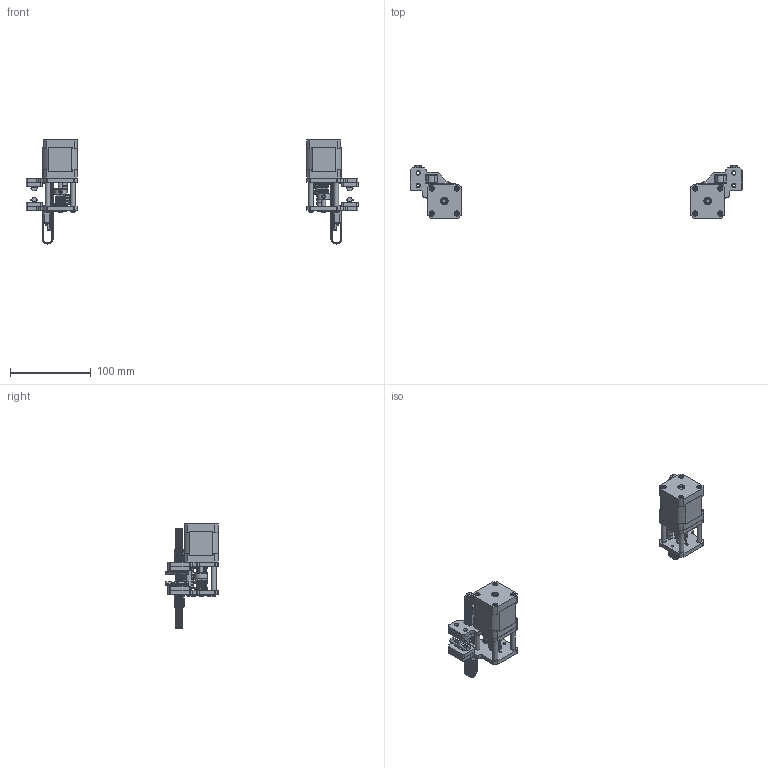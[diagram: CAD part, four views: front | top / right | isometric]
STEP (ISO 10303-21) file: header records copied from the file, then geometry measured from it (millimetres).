
FILE_DESCRIPTION(/* description */ ('','CAx-IF Rec.Pracs.---Representation and Presentation of Product Manufacturing Information (PMI)---4.0---2014-10-13'),/* implementation_level */ '2;1');
FILE_NAME(/* name */ '_29_Sheet_metal_V2_9mm_front_motor_mounts_FT_0.step',/* time_stamp */ '2025-01-28T16:56:02+01:00',/* author */ (''),/* organization */ (''),/* preprocessor_version */ 'ST-DEVELOPER v20',/* originating_system */ 'Autodesk Translation Framework v13.20.0.188',/* authorisation */ '');
FILE_SCHEMA (('AP242_MANAGED_MODEL_BASED_3D_ENGINEERING_MIM_LF { 1 0 10303 442 1 1 4 }'));
Length unit declared in the file: millimetre
Products named in the file (33): _29_Sheet_metal_V2_9mm_front_motor_mounts_FT_0; _Sheet_metal_V2_9mm_front_right_motor_mount; _Sheet_metal_V2_9mm_front_right_motor_mount_hardware; _Sheet_metal_9mm_front_right_motor_mount_motion; NEMA17 with 55mm long shaft; _Hybrid_SLM_V2_9mm_Z_belt_retainer; _Sheet_metal_V2_9mm_front_left_motor_mount; _Sheet_metal_V2_9mm_front_left_motor_mount_hardware; M3xD6x30 spacer; M3x8 FHCS; M3x45 BHCS; M3 washer; M3x8 BHCS; M3x6 BHCS; M5 2020 drop-in T-nut; _Sheet_metal_9mm_front_left_motor_mount_motion; M3xD5x30 threaded round standoff; 695 bearing; M5xD8x5 spacer; Shim 0.5mm; Shim 1mm; GT2 20T 9mm pulley; F695 flanged bearing; NEMA17 with 55mm long shaft_1; _S55 shaft; _stepper; Sheet_metal_V2_front_motor_mount_b_4.7-5mm; Sheet_metal_9mm_spacer_a_2x2.5_or_5mm; Sheet_metal_V2_front_motor_mount_a_4.7-5mm; _Hybrid_SLM_V2_9mm_Z_belt_retainer_1; Hybrid_SLM_V2_Z_belt_clip_a; Hybrid_SLM_V2_Z_belt_clip_b; _Hybrid_SLM_V2_9mm_Z_belt
Assembly tree (98 placements, depth 5):
  _29_Sheet_metal_V2_9mm_front_motor_mounts_FT_0
    _Sheet_metal_V2_9mm_front_right_motor_mount
      Sheet_metal_V2_front_motor_mount_b_4.7-5mm
      Sheet_metal_9mm_spacer_a_2x2.5_or_5mm  x2
      _Sheet_metal_V2_9mm_front_right_motor_mount_hardware
        M3xD6x30 spacer  x4
        M3x8 FHCS
        M3x6 BHCS  x2
        M3 washer  x4
        M3x45 BHCS  x4
        M3x8 BHCS
        M5 2020 drop-in T-nut  x4
      _Sheet_metal_9mm_front_right_motor_mount_motion
        M3xD5x30 threaded round standoff
        F695 flanged bearing  x3
        M5xD8x5 spacer  x3
        Shim 0.5mm  x2
        Shim 1mm  x2
        695 bearing
        GT2 20T 9mm pulley
        NEMA17 with 55mm long shaft
          _S55 shaft
          _stepper
      Sheet_metal_V2_front_motor_mount_a_4.7-5mm
      _Hybrid_SLM_V2_9mm_Z_belt_retainer
        Hybrid_SLM_V2_Z_belt_clip_a  x2
        Hybrid_SLM_V2_Z_belt_clip_b  x2
        _Hybrid_SLM_V2_9mm_Z_belt
    _Sheet_metal_V2_9mm_front_left_motor_mount
      _Sheet_metal_V2_9mm_front_left_motor_mount_hardware
        M3xD6x30 spacer  x4
        M3x8 FHCS
        M3x6 BHCS  x2
        M3 washer  x4
        M3x45 BHCS  x4
        M3x8 BHCS
        M5 2020 drop-in T-nut  x4
      _Sheet_metal_9mm_front_left_motor_mount_motion
        M3xD5x30 threaded round standoff
        M5xD8x5 spacer  x3
        F695 flanged bearing  x3
        Shim 0.5mm  x2
        695 bearing
        Shim 1mm  x2
        GT2 20T 9mm pulley
        NEMA17 with 55mm long shaft_1
          _S55 shaft
          _stepper
      Sheet_metal_V2_front_motor_mount_b_4.7-5mm
      Sheet_metal_9mm_spacer_a_2x2.5_or_5mm  x2
      Sheet_metal_V2_front_motor_mount_a_4.7-5mm
      _Hybrid_SLM_V2_9mm_Z_belt_retainer_1
        Hybrid_SLM_V2_Z_belt_clip_a  x2
        Hybrid_SLM_V2_Z_belt_clip_b  x2
        _Hybrid_SLM_V2_9mm_Z_belt
Bounding box: 410 x 64.65 x 128.53 mm (x, y, z)
Volume: 248502.8 mm3; surface area: 112024.2 mm2
Topology: 92 solids, 92 shells, 3640 faces, 9488 edges, 6166 vertices
Faces by surface type: plane 2362, cylinder 860, cone 380, bspline 20, sphere 14, torus 4
Full cylindrical faces by diameter (mm): 2.464 x8, 2.5 x4, 2.529 x2, 3 x24, 3.1 x24, 3.2 x8, 3.4 x8, 4 x4, 4.2 x8, 5 x28, 5.001 x2, 5.7 x14, 6 x10, 6.5 x18, 7 x8, 7.823 x4, 8 x14, 8.141 x4, 9 x2, 11.5 x16, 12 x4, 13 x8, 13.03 x2, 15 x6, 16 x4, 22 x2, 22.1 x2, 32 x2
Entity records: 47752 total; most frequent: CARTESIAN_POINT 9701, DIRECTION 7724, ORIENTED_EDGE 7692, EDGE_CURVE 3846, LINE 2930, VECTOR 2930, VERTEX_POINT 2524, AXIS2_PLACEMENT_3D 2397
